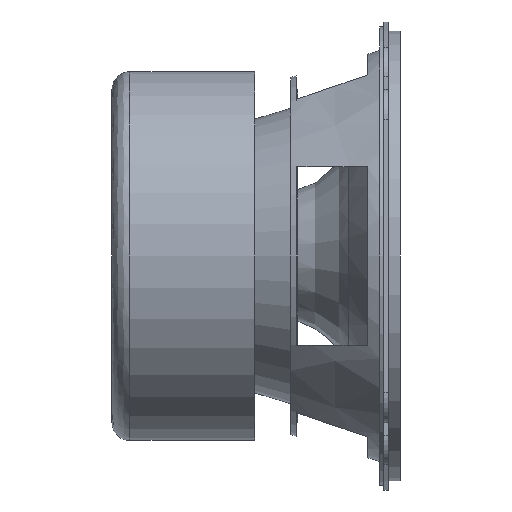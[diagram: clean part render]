
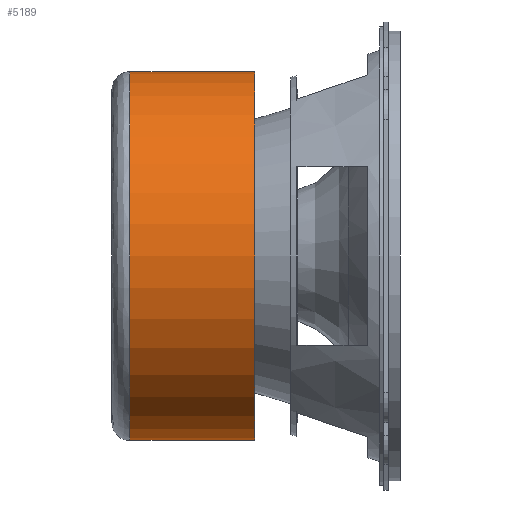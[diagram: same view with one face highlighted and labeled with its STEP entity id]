
A CAD part, left-side view. The second image highlights one B-rep face of the part: STEP entity #5189.
In plain terms, the highlighted cylindrical face has radius 31 mm (diameter 62 mm), a full revolution.
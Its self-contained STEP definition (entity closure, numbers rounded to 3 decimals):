
#5189 = ADVANCED_FACE('',(#5190),#5203,.T.);
#5190 = FACE_BOUND('',#5191,.T.);
#5191 = EDGE_LOOP('',(#5192,#5230,#5253,#5280));
#5192 = ORIENTED_EDGE('',*,*,#5193,.T.);
#5193 = EDGE_CURVE('',#5194,#5194,#5196,.T.);
#5194 = VERTEX_POINT('',#5195);
#5195 = CARTESIAN_POINT('',(0.,42.,
    -31.));
#5196 = SURFACE_CURVE('',#5197,(#5202,#5214),.PCURVE_S1.);
#5197 = CIRCLE('',#5198,31.);
#5198 = AXIS2_PLACEMENT_3D('',#5199,#5200,#5201);
#5199 = CARTESIAN_POINT('',(0.,42.,
    0.));
#5200 = DIRECTION('',(0.,-1.,0.));
#5201 = DIRECTION('',(0.,0.,-1.));
#5202 = PCURVE('',#5203,#5208);
#5203 = CYLINDRICAL_SURFACE('',#5204,31.);
#5204 = AXIS2_PLACEMENT_3D('',#5205,#5206,#5207);
#5205 = CARTESIAN_POINT('',(0.,42.,
    0.));
#5206 = DIRECTION('',(0.,-1.,0.));
#5207 = DIRECTION('',(0.,0.,-1.));
#5208 = DEFINITIONAL_REPRESENTATION('',(#5209),#5213);
#5209 = LINE('',#5210,#5211);
#5210 = CARTESIAN_POINT('',(0.,0.));
#5211 = VECTOR('',#5212,1.);
#5212 = DIRECTION('',(1.,0.));
#5213 = ( GEOMETRIC_REPRESENTATION_CONTEXT(2) 
PARAMETRIC_REPRESENTATION_CONTEXT() REPRESENTATION_CONTEXT('2D SPACE',''
  ) );
#5214 = PCURVE('',#5215,#5224);
#5215 = SURFACE_OF_REVOLUTION('',#5216,#5221);
#5216 = CIRCLE('',#5217,3.);
#5217 = AXIS2_PLACEMENT_3D('',#5218,#5219,#5220);
#5218 = CARTESIAN_POINT('',(0.,42.,-28.));
#5219 = DIRECTION('',(1.,0.,0.));
#5220 = DIRECTION('',(0.,1.,0.));
#5221 = AXIS1_PLACEMENT('',#5222,#5223);
#5222 = CARTESIAN_POINT('',(0.,0.,0.));
#5223 = DIRECTION('',(0.,-1.,0.));
#5224 = DEFINITIONAL_REPRESENTATION('',(#5225),#5229);
#5225 = LINE('',#5226,#5227);
#5226 = CARTESIAN_POINT('',(0.,4.712));
#5227 = VECTOR('',#5228,1.);
#5228 = DIRECTION('',(1.,0.));
#5229 = ( GEOMETRIC_REPRESENTATION_CONTEXT(2) 
PARAMETRIC_REPRESENTATION_CONTEXT() REPRESENTATION_CONTEXT('2D SPACE',''
  ) );
#5230 = ORIENTED_EDGE('',*,*,#5231,.T.);
#5231 = EDGE_CURVE('',#5194,#5232,#5234,.T.);
#5232 = VERTEX_POINT('',#5233);
#5233 = CARTESIAN_POINT('',(0.,21.,-31.));
#5234 = SEAM_CURVE('',#5235,(#5239,#5246),.PCURVE_S1.);
#5235 = LINE('',#5236,#5237);
#5236 = CARTESIAN_POINT('',(0.,42.,
    -31.));
#5237 = VECTOR('',#5238,1.);
#5238 = DIRECTION('',(0.,-1.,0.));
#5239 = PCURVE('',#5203,#5240);
#5240 = DEFINITIONAL_REPRESENTATION('',(#5241),#5245);
#5241 = LINE('',#5242,#5243);
#5242 = CARTESIAN_POINT('',(0.,0.));
#5243 = VECTOR('',#5244,1.);
#5244 = DIRECTION('',(0.,1.));
#5245 = ( GEOMETRIC_REPRESENTATION_CONTEXT(2) 
PARAMETRIC_REPRESENTATION_CONTEXT() REPRESENTATION_CONTEXT('2D SPACE',''
  ) );
#5246 = PCURVE('',#5203,#5247);
#5247 = DEFINITIONAL_REPRESENTATION('',(#5248),#5252);
#5248 = LINE('',#5249,#5250);
#5249 = CARTESIAN_POINT('',(6.283,0.));
#5250 = VECTOR('',#5251,1.);
#5251 = DIRECTION('',(0.,1.));
#5252 = ( GEOMETRIC_REPRESENTATION_CONTEXT(2) 
PARAMETRIC_REPRESENTATION_CONTEXT() REPRESENTATION_CONTEXT('2D SPACE',''
  ) );
#5253 = ORIENTED_EDGE('',*,*,#5254,.F.);
#5254 = EDGE_CURVE('',#5232,#5232,#5255,.T.);
#5255 = SURFACE_CURVE('',#5256,(#5261,#5268),.PCURVE_S1.);
#5256 = CIRCLE('',#5257,31.);
#5257 = AXIS2_PLACEMENT_3D('',#5258,#5259,#5260);
#5258 = CARTESIAN_POINT('',(0.,21.,0.)
  );
#5259 = DIRECTION('',(0.,-1.,0.));
#5260 = DIRECTION('',(0.,0.,-1.));
#5261 = PCURVE('',#5203,#5262);
#5262 = DEFINITIONAL_REPRESENTATION('',(#5263),#5267);
#5263 = LINE('',#5264,#5265);
#5264 = CARTESIAN_POINT('',(0.,21.));
#5265 = VECTOR('',#5266,1.);
#5266 = DIRECTION('',(1.,0.));
#5267 = ( GEOMETRIC_REPRESENTATION_CONTEXT(2) 
PARAMETRIC_REPRESENTATION_CONTEXT() REPRESENTATION_CONTEXT('2D SPACE',''
  ) );
#5268 = PCURVE('',#5269,#5274);
#5269 = PLANE('',#5270);
#5270 = AXIS2_PLACEMENT_3D('',#5271,#5272,#5273);
#5271 = CARTESIAN_POINT('',(0.,21.,0.)
  );
#5272 = DIRECTION('',(0.,-1.,0.));
#5273 = DIRECTION('',(0.,0.,-1.));
#5274 = DEFINITIONAL_REPRESENTATION('',(#5275),#5279);
#5275 = CIRCLE('',#5276,31.);
#5276 = AXIS2_PLACEMENT_2D('',#5277,#5278);
#5277 = CARTESIAN_POINT('',(0.,0.));
#5278 = DIRECTION('',(1.,0.));
#5279 = ( GEOMETRIC_REPRESENTATION_CONTEXT(2) 
PARAMETRIC_REPRESENTATION_CONTEXT() REPRESENTATION_CONTEXT('2D SPACE',''
  ) );
#5280 = ORIENTED_EDGE('',*,*,#5231,.F.);
